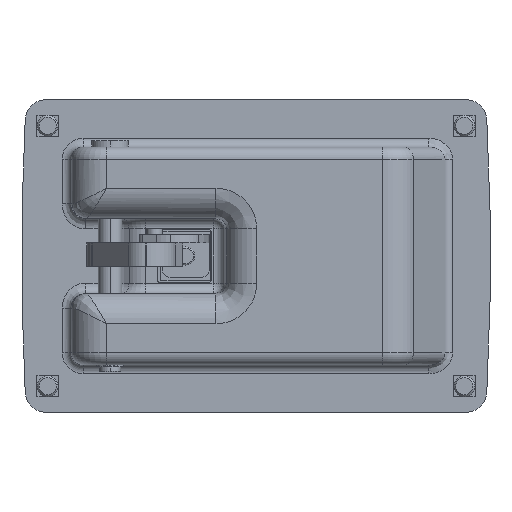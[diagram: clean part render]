
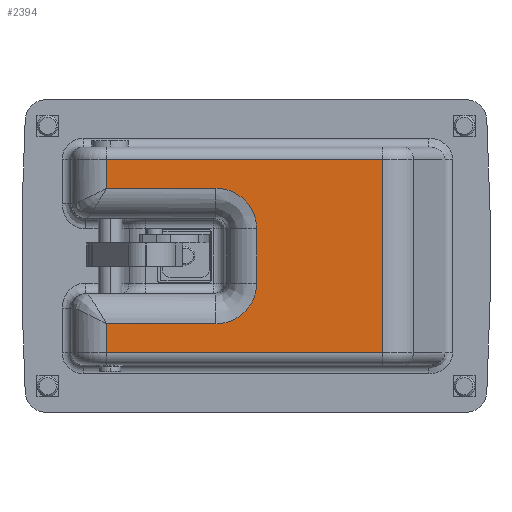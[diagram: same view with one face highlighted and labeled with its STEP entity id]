
A CAD part, front view. The second image highlights one B-rep face of the part: STEP entity #2394.
In plain terms, the highlighted planar face has unit normal (0, -1, 0).
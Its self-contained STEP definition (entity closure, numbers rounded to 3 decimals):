
#124 = LINE ( 'NONE', #10174, #1333 ) ;
#586 = CARTESIAN_POINT ( 'NONE',  ( -1.4, -16.5, 41.795 ) ) ;
#760 = CARTESIAN_POINT ( 'NONE',  ( 56.283, -16.5, 10.4 ) ) ;
#960 = EDGE_CURVE ( 'NONE', #12474, #5757, #14291, .T. ) ;
#1011 = CARTESIAN_POINT ( 'NONE',  ( 49.797, -16.5, -26. ) ) ;
#1333 = VECTOR ( 'NONE', #6262, 1000. ) ;
#1536 = VERTEX_POINT ( 'NONE', #3696 ) ;
#2349 = CARTESIAN_POINT ( 'NONE',  ( 56.283, -16.5, -19.538 ) ) ;
#2394 = ADVANCED_FACE ( 'NONE', ( #3844 ), #7534, .F. ) ;
#2555 = CARTESIAN_POINT ( 'NONE',  ( -15., -16.5, -37.195 ) ) ;
#2619 = CARTESIAN_POINT ( 'NONE',  ( -1.4, -16.5, 37.195 ) ) ;
#2935 = ORIENTED_EDGE ( 'NONE', *, *, #13110, .F. ) ;
#3066 = ORIENTED_EDGE ( 'NONE', *, *, #8606, .T. ) ;
#3192 = DIRECTION ( 'NONE',  ( 0., 0., -1. ) ) ;
#3527 = LINE ( 'NONE', #586, #12449 ) ;
#3696 = CARTESIAN_POINT ( 'NONE',  ( 104.607, -16.5, 37.195 ) ) ;
#3844 = FACE_OUTER_BOUND ( 'NONE', #10621, .T. ) ;
#3866 = EDGE_CURVE ( 'NONE', #15427, #1536, #124, .T. ) ;
#4277 = DIRECTION ( 'NONE',  ( 0., 0., -1. ) ) ;
#4294 = CARTESIAN_POINT ( 'NONE',  ( 104.607, -16.5, -37.195 ) ) ;
#4500 = VECTOR ( 'NONE', #6696, 1000. ) ;
#4512 = VERTEX_POINT ( 'NONE', #9958 ) ;
#4777 = CARTESIAN_POINT ( 'NONE',  ( 56.283, -16.5, -10.4 ) ) ;
#4798 = ORIENTED_EDGE ( 'NONE', *, *, #7289, .T. ) ;
#5757 = VERTEX_POINT ( 'NONE', #8383 ) ;
#5904 = ORIENTED_EDGE ( 'NONE', *, *, #11072, .T. ) ;
#6262 = DIRECTION ( 'NONE',  ( 0., 0., 1. ) ) ;
#6375 = CARTESIAN_POINT ( 'NONE',  ( 56.283, -16.5, 19.538 ) ) ;
#6696 = DIRECTION ( 'NONE',  ( 0., 0., 1. ) ) ;
#6781 = LINE ( 'NONE', #2555, #9450 ) ;
#7059 = VECTOR ( 'NONE', #14082, 1000. ) ;
#7215 = CARTESIAN_POINT ( 'NONE',  ( -15., -16.5, -26. ) ) ;
#7254 = EDGE_CURVE ( 'NONE', #10309, #13858, #13393, .T. ) ;
#7289 = EDGE_CURVE ( 'NONE', #1536, #7460, #10516, .T. ) ;
#7360 = ORIENTED_EDGE ( 'NONE', *, *, #13820, .F. ) ;
#7361 = CARTESIAN_POINT ( 'NONE',  ( 40.626, -16.5, -26. ) ) ;
#7460 = VERTEX_POINT ( 'NONE', #11831 ) ;
#7503 = ORIENTED_EDGE ( 'NONE', *, *, #12890, .F. ) ;
#7505 = VECTOR ( 'NONE', #16638, 1000. ) ;
#7534 = PLANE ( 'NONE',  #15813 ) ;
#7649 = CARTESIAN_POINT ( 'NONE',  ( -15., -16.5, 41.795 ) ) ;
#8307 = VECTOR ( 'NONE', #10980, 1000. ) ;
#8383 = CARTESIAN_POINT ( 'NONE',  ( -1.4, -16.5, -37.195 ) ) ;
#8397 = CARTESIAN_POINT ( 'NONE',  ( 56.283, -16.5, -10.4 ) ) ;
#8599 =( BOUNDED_CURVE ( )  B_SPLINE_CURVE ( 3, ( #4777, #2349, #1011, #7361 ),
 .UNSPECIFIED., .F., .F. ) 
 B_SPLINE_CURVE_WITH_KNOTS ( ( 4, 4 ),
 ( 3.142, 4.712 ),
 .UNSPECIFIED. ) 
 CURVE ( )  GEOMETRIC_REPRESENTATION_ITEM ( )  RATIONAL_B_SPLINE_CURVE ( ( 1., 0.805, 0.805, 1. ) ) 
 REPRESENTATION_ITEM ( '' )  );
#8606 = EDGE_CURVE ( 'NONE', #11154, #4512, #8599, .T. ) ;
#8731 = LINE ( 'NONE', #12007, #4500 ) ;
#9068 = ORIENTED_EDGE ( 'NONE', *, *, #960, .T. ) ;
#9094 = DIRECTION ( 'NONE',  ( 1., 0., 0. ) ) ;
#9280 = EDGE_CURVE ( 'NONE', #5757, #15427, #6781, .T. ) ;
#9450 = VECTOR ( 'NONE', #9094, 1000. ) ;
#9589 = CARTESIAN_POINT ( 'NONE',  ( -1.4, -16.5, -26. ) ) ;
#9958 = CARTESIAN_POINT ( 'NONE',  ( 40.626, -16.5, -26. ) ) ;
#10077 = ORIENTED_EDGE ( 'NONE', *, *, #9280, .T. ) ;
#10174 = CARTESIAN_POINT ( 'NONE',  ( 104.607, -16.5, 41.795 ) ) ;
#10309 = VERTEX_POINT ( 'NONE', #10354 ) ;
#10354 = CARTESIAN_POINT ( 'NONE',  ( 40.626, -16.5, 26. ) ) ;
#10469 = CARTESIAN_POINT ( 'NONE',  ( 56.283, -16.5, 10.4 ) ) ;
#10516 = LINE ( 'NONE', #2619, #7059 ) ;
#10621 = EDGE_LOOP ( 'NONE', ( #7503, #12154, #2935, #3066, #7360, #9068, #10077, #11301, #4798, #5904 ) ) ;
#10980 = DIRECTION ( 'NONE',  ( 1., 0., 0. ) ) ;
#11072 = EDGE_CURVE ( 'NONE', #7460, #12456, #3527, .T. ) ;
#11154 = VERTEX_POINT ( 'NONE', #8397 ) ;
#11301 = ORIENTED_EDGE ( 'NONE', *, *, #3866, .T. ) ;
#11559 = LINE ( 'NONE', #7215, #8307 ) ;
#11721 = CARTESIAN_POINT ( 'NONE',  ( 40.626, -16.5, 26. ) ) ;
#11831 = CARTESIAN_POINT ( 'NONE',  ( -1.4, -16.5, 37.195 ) ) ;
#12007 = CARTESIAN_POINT ( 'NONE',  ( 56.283, -16.5, 41.795 ) ) ;
#12154 = ORIENTED_EDGE ( 'NONE', *, *, #7254, .T. ) ;
#12449 = VECTOR ( 'NONE', #4277, 1000. ) ;
#12456 = VERTEX_POINT ( 'NONE', #15746 ) ;
#12474 = VERTEX_POINT ( 'NONE', #9589 ) ;
#12886 = VECTOR ( 'NONE', #3192, 1000. ) ;
#12890 = EDGE_CURVE ( 'NONE', #10309, #12456, #13420, .T. ) ;
#13110 = EDGE_CURVE ( 'NONE', #11154, #13858, #8731, .T. ) ;
#13393 =( BOUNDED_CURVE ( )  B_SPLINE_CURVE ( 3, ( #11721, #14188, #6375, #10469 ),
 .UNSPECIFIED., .F., .F. ) 
 B_SPLINE_CURVE_WITH_KNOTS ( ( 4, 4 ),
 ( 4.712, 6.283 ),
 .UNSPECIFIED. ) 
 CURVE ( )  GEOMETRIC_REPRESENTATION_ITEM ( )  RATIONAL_B_SPLINE_CURVE ( ( 1., 0.805, 0.805, 1. ) ) 
 REPRESENTATION_ITEM ( '' )  );
#13420 = LINE ( 'NONE', #14026, #7505 ) ;
#13820 = EDGE_CURVE ( 'NONE', #12474, #4512, #11559, .T. ) ;
#13858 = VERTEX_POINT ( 'NONE', #760 ) ;
#13950 = DIRECTION ( 'NONE',  ( 0., 0., 1. ) ) ;
#14026 = CARTESIAN_POINT ( 'NONE',  ( -15., -16.5, 26. ) ) ;
#14082 = DIRECTION ( 'NONE',  ( -1., 0., 0. ) ) ;
#14188 = CARTESIAN_POINT ( 'NONE',  ( 49.797, -16.5, 26. ) ) ;
#14291 = LINE ( 'NONE', #14772, #12886 ) ;
#14772 = CARTESIAN_POINT ( 'NONE',  ( -1.4, -16.5, 41.795 ) ) ;
#15363 = DIRECTION ( 'NONE',  ( 0., 1., 0. ) ) ;
#15427 = VERTEX_POINT ( 'NONE', #4294 ) ;
#15746 = CARTESIAN_POINT ( 'NONE',  ( -1.4, -16.5, 26. ) ) ;
#15813 = AXIS2_PLACEMENT_3D ( 'NONE', #7649, #15363, #13950 ) ;
#16638 = DIRECTION ( 'NONE',  ( -1., 0., 0. ) ) ;
